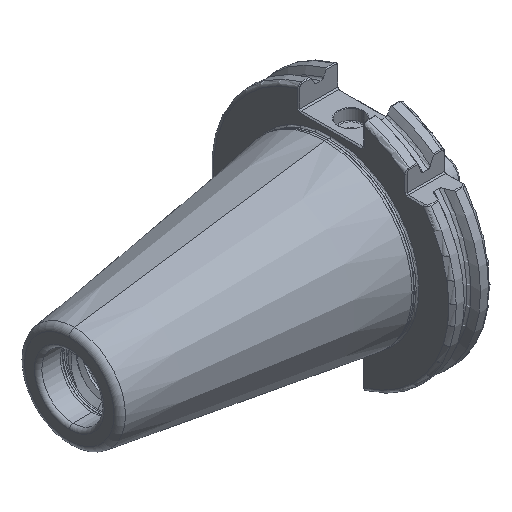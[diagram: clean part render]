
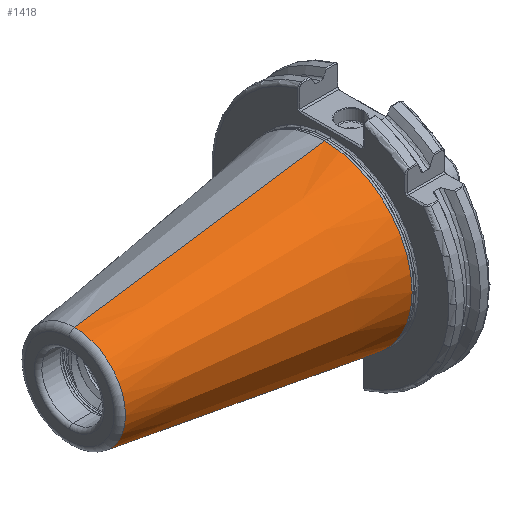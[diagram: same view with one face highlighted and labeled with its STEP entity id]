
A CAD part, isometric view. The second image highlights one B-rep face of the part: STEP entity #1418.
In plain terms, the highlighted conical face has half-angle 8.297 degrees and reference radius 35.392 mm.
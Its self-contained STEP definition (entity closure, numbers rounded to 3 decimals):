
#1276 = EDGE_CURVE ( 'NONE', #9410, #9415, #8082, .T. ) ;
#1279 = EDGE_CURVE ( 'NONE', #9409, #9391, #8091, .T. ) ;
#1286 = EDGE_CURVE ( 'NONE', #9415, #9393, #10502, .T. ) ;
#1418 = ADVANCED_FACE ( 'NONE', ( #7361 ), #10463, .T. ) ;
#1834 = EDGE_LOOP ( 'NONE', ( #2075, #2074, #2077, #2072, #2073 ) ) ;
#2072 = ORIENTED_EDGE ( 'NONE', *, *, #10567, .F. ) ;
#2073 = ORIENTED_EDGE ( 'NONE', *, *, #1286, .F. ) ;
#2074 = ORIENTED_EDGE ( 'NONE', *, *, #10682, .T. ) ;
#2075 = ORIENTED_EDGE ( 'NONE', *, *, #1276, .F. ) ;
#2077 = ORIENTED_EDGE ( 'NONE', *, *, #1279, .T. ) ;
#2241 = CARTESIAN_POINT ( 'NONE',  ( 0., 0., 0. ) ) ;
#2242 = DIRECTION ( 'NONE',  ( 1., 0., 0. ) ) ;
#2243 = DIRECTION ( 'NONE',  ( 0., 0., -1. ) ) ;
#2969 = CARTESIAN_POINT ( 'NONE',  ( -102.811, 0., 0. ) ) ;
#2970 = DIRECTION ( 'NONE',  ( 1., 0., 0. ) ) ;
#2971 = DIRECTION ( 'NONE',  ( 0., 0., 1. ) ) ;
#4771 = AXIS2_PLACEMENT_3D ( 'NONE', #7717, #7718, #7719 ) ;
#4801 = AXIS2_PLACEMENT_3D ( 'NONE', #2969, #2970, #2971 ) ;
#7361 = FACE_OUTER_BOUND ( 'NONE', #1834, .T. ) ;
#7389 = AXIS2_PLACEMENT_3D ( 'NONE', #2241, #2242, #2243 ) ;
#7616 = CARTESIAN_POINT ( 'NONE',  ( -2.5, 0., -35.027 ) ) ;
#7618 = CARTESIAN_POINT ( 'NONE',  ( -2.5, -35.027, 0. ) ) ;
#7634 = CARTESIAN_POINT ( 'NONE',  ( -102.811, 0., -20.399 ) ) ;
#7635 = CARTESIAN_POINT ( 'NONE',  ( -102.811, 0., 20.399 ) ) ;
#7640 = CARTESIAN_POINT ( 'NONE',  ( -2.5, 0., 35.027 ) ) ;
#7717 = CARTESIAN_POINT ( 'NONE',  ( -2.5, 0., 0. ) ) ;
#7718 = DIRECTION ( 'NONE',  ( 1., 0., 0. ) ) ;
#7719 = DIRECTION ( 'NONE',  ( 0., 1., 0. ) ) ;
#8082 = LINE ( 'NONE', #8083, #12207 ) ;
#8083 = CARTESIAN_POINT ( 'NONE',  ( 0., 0., 35.392 ) ) ;
#8084 = DIRECTION ( 'NONE',  ( 0.99, 0., 0.144 ) ) ;
#8091 = LINE ( 'NONE', #8092, #12203 ) ;
#8092 = CARTESIAN_POINT ( 'NONE',  ( 0., 0., -35.392 ) ) ;
#8093 = DIRECTION ( 'NONE',  ( 0.99, 0., -0.144 ) ) ;
#8111 = CARTESIAN_POINT ( 'NONE',  ( -2.5, 0., 0. ) ) ;
#8112 = DIRECTION ( 'NONE',  ( 1., 0., 0. ) ) ;
#8113 = DIRECTION ( 'NONE',  ( 0., 1., 0. ) ) ;
#9391 = VERTEX_POINT ( 'NONE', #7616 ) ;
#9393 = VERTEX_POINT ( 'NONE', #7618 ) ;
#9409 = VERTEX_POINT ( 'NONE', #7634 ) ;
#9410 = VERTEX_POINT ( 'NONE', #7635 ) ;
#9415 = VERTEX_POINT ( 'NONE', #7640 ) ;
#10463 = CONICAL_SURFACE ( 'NONE', #7389, 35.392, 0.145 ) ;
#10502 = CIRCLE ( 'NONE', #12202, 35.027 ) ;
#10567 = EDGE_CURVE ( 'NONE', #9393, #9391, #12590, .T. ) ;
#10682 = EDGE_CURVE ( 'NONE', #9410, #9409, #12584, .T. ) ;
#12202 = AXIS2_PLACEMENT_3D ( 'NONE', #8111, #8112, #8113 ) ;
#12203 = VECTOR ( 'NONE', #8093, 1000. ) ;
#12207 = VECTOR ( 'NONE', #8084, 1000. ) ;
#12584 = CIRCLE ( 'NONE', #4801, 20.399 ) ;
#12590 = CIRCLE ( 'NONE', #4771, 35.027 ) ;
